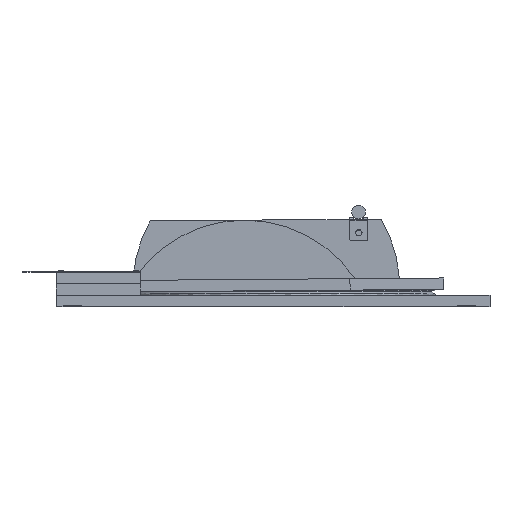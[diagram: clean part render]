
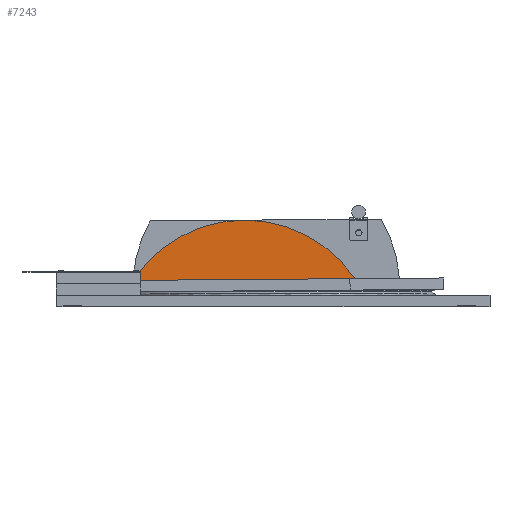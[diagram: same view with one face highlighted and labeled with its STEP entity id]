
A CAD part, left-side view. The second image highlights one B-rep face of the part: STEP entity #7243.
In plain terms, the highlighted planar face has unit normal (-1, 0, 0).
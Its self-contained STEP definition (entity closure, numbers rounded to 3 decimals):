
#812=LINE('',#14698,#1234);
#1234=VECTOR('',#9246,485.881);
#1546=PLANE('',#7852);
#2370=FACE_OUTER_BOUND('',#2976,.T.);
#2976=EDGE_LOOP('',(#6013,#6014));
#3499=CIRCLE('',#7850,292.);
#3976=VERTEX_POINT('',#14692);
#3977=VERTEX_POINT('',#14694);
#4725=EDGE_CURVE('',#3977,#3976,#3499,.T.);
#4727=EDGE_CURVE('',#3977,#3976,#812,.T.);
#6013=ORIENTED_EDGE('',*,*,#4725,.T.);
#6014=ORIENTED_EDGE('',*,*,#4727,.F.);
#7243=ADVANCED_FACE('',(#2370),#1546,.T.);
#7850=AXIS2_PLACEMENT_3D('',#14695,#9241,#9242);
#7852=AXIS2_PLACEMENT_3D('',#14700,#9248,#9249);
#9241=DIRECTION('center_axis',(-1.,0.,0.));
#9242=DIRECTION('ref_axis',(0.,0.836,0.548));
#9246=DIRECTION('',(0.,1.,-0.008));
#9248=DIRECTION('center_axis',(-1.,0.,0.));
#9249=DIRECTION('ref_axis',(0.,-1.,0.008));
#14692=CARTESIAN_POINT('',(-282.5,306.683,57.641));
#14694=CARTESIAN_POINT('',(-282.5,-179.183,61.372));
#14695=CARTESIAN_POINT('Origin',(-282.5,62.506,-102.489));
#14698=CARTESIAN_POINT('',(-282.5,-293.299,62.248));
#14700=CARTESIAN_POINT('Origin',(-282.5,306.683,57.641));
